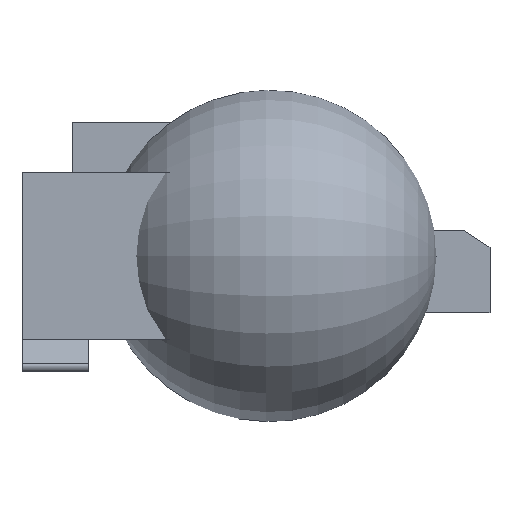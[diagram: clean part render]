
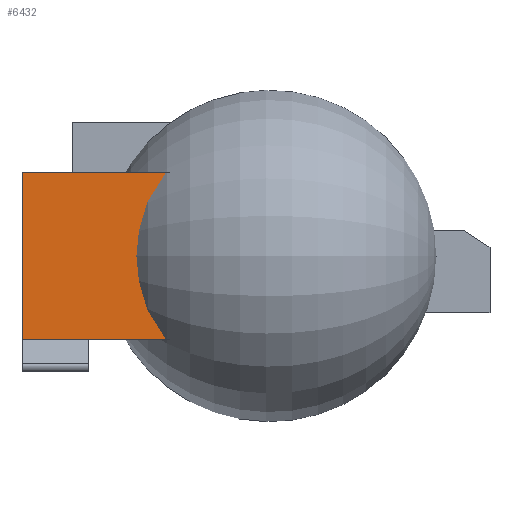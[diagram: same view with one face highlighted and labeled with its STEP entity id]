
A CAD part, left-side view. The second image highlights one B-rep face of the part: STEP entity #6432.
In plain terms, the highlighted planar face has unit normal (-1, 0, 0).
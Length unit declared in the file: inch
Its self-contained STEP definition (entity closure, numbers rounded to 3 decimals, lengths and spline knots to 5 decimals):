
#167 = DIRECTION ( 'NONE',  ( 0., 0., -1. ) ) ;
#267 = ORIENTED_EDGE ( 'NONE', *, *, #5732, .F. ) ;
#516 = CARTESIAN_POINT ( 'NONE',  ( -0.88583, 0., 0.3937 ) ) ;
#543 = FACE_OUTER_BOUND ( 'NONE', #5295, .T. ) ;
#653 = CARTESIAN_POINT ( 'NONE',  ( -0.88583, -0.66142, 0.33071 ) ) ;
#1225 = DIRECTION ( 'NONE',  ( 0., 1., 0. ) ) ;
#1239 = EDGE_CURVE ( 'NONE', #3164, #3260, #2896, .T. ) ;
#1270 = DIRECTION ( 'NONE',  ( 0., 1., 0. ) ) ;
#1411 = EDGE_CURVE ( 'NONE', #5056, #1808, #5575, .T. ) ;
#1503 = DIRECTION ( 'NONE',  ( 0., -1., 0. ) ) ;
#1625 = DIRECTION ( 'NONE',  ( 0., 0., -1. ) ) ;
#1808 = VERTEX_POINT ( 'NONE', #6840 ) ;
#1823 = VECTOR ( 'NONE', #1270, 39.37008 ) ;
#1948 = EDGE_CURVE ( 'NONE', #3164, #5056, #3811, .T. ) ;
#2055 = CARTESIAN_POINT ( 'NONE',  ( -0.88583, -0.66142, 0.33071 ) ) ;
#2533 = DIRECTION ( 'NONE',  ( -1., 0., 0. ) ) ;
#2710 = DIRECTION ( 'NONE',  ( 0., 1., 0. ) ) ;
#2727 = LINE ( 'NONE', #653, #7696 ) ;
#2879 = CARTESIAN_POINT ( 'NONE',  ( -0.88583, 0., 0.3937 ) ) ;
#2896 = LINE ( 'NONE', #8016, #7543 ) ;
#2993 = DIRECTION ( 'NONE',  ( 0., 0., -1. ) ) ;
#3164 = VERTEX_POINT ( 'NONE', #4656 ) ;
#3260 = VERTEX_POINT ( 'NONE', #4227 ) ;
#3301 = LINE ( 'NONE', #5981, #5808 ) ;
#3542 = ORIENTED_EDGE ( 'NONE', *, *, #1948, .T. ) ;
#3621 = VECTOR ( 'NONE', #2993, 39.37008 ) ;
#3811 = LINE ( 'NONE', #6413, #1823 ) ;
#3902 = ORIENTED_EDGE ( 'NONE', *, *, #7645, .F. ) ;
#4178 = LINE ( 'NONE', #4992, #3621 ) ;
#4227 = CARTESIAN_POINT ( 'NONE',  ( -0.88583, -0.41339, 0.33071 ) ) ;
#4297 = ORIENTED_EDGE ( 'NONE', *, *, #6665, .F. ) ;
#4562 = VERTEX_POINT ( 'NONE', #4629 ) ;
#4629 = CARTESIAN_POINT ( 'NONE',  ( -0.88583, -0.66142, 0. ) ) ;
#4656 = CARTESIAN_POINT ( 'NONE',  ( -0.88583, -0.41339, 0.3937 ) ) ;
#4992 = CARTESIAN_POINT ( 'NONE',  ( -0.88583, -0.66142, 0.3937 ) ) ;
#5056 = VERTEX_POINT ( 'NONE', #2879 ) ;
#5113 = AXIS2_PLACEMENT_3D ( 'NONE', #7048, #2533, #1225 ) ;
#5253 = VERTEX_POINT ( 'NONE', #2055 ) ;
#5295 = EDGE_LOOP ( 'NONE', ( #5510, #3542, #6699, #3902, #4297, #267 ) ) ;
#5510 = ORIENTED_EDGE ( 'NONE', *, *, #1239, .F. ) ;
#5575 = LINE ( 'NONE', #516, #6862 ) ;
#5732 = EDGE_CURVE ( 'NONE', #3260, #5253, #2727, .T. ) ;
#5808 = VECTOR ( 'NONE', #2710, 39.37008 ) ;
#5810 = PLANE ( 'NONE',  #5113 ) ;
#5981 = CARTESIAN_POINT ( 'NONE',  ( -0.88583, -0.66142, 0. ) ) ;
#6413 = CARTESIAN_POINT ( 'NONE',  ( -0.88583, -0.66142, 0.3937 ) ) ;
#6432 = ADVANCED_FACE ( 'NONE', ( #543 ), #5810, .T. ) ;
#6665 = EDGE_CURVE ( 'NONE', #5253, #4562, #4178, .T. ) ;
#6699 = ORIENTED_EDGE ( 'NONE', *, *, #1411, .T. ) ;
#6840 = CARTESIAN_POINT ( 'NONE',  ( -0.88583, 0., 0. ) ) ;
#6862 = VECTOR ( 'NONE', #1625, 39.37008 ) ;
#7048 = CARTESIAN_POINT ( 'NONE',  ( -0.88583, -0.66142, 0.3937 ) ) ;
#7543 = VECTOR ( 'NONE', #167, 39.37008 ) ;
#7645 = EDGE_CURVE ( 'NONE', #4562, #1808, #3301, .T. ) ;
#7696 = VECTOR ( 'NONE', #1503, 39.37008 ) ;
#8016 = CARTESIAN_POINT ( 'NONE',  ( -0.88583, -0.41339, 0.3937 ) ) ;
